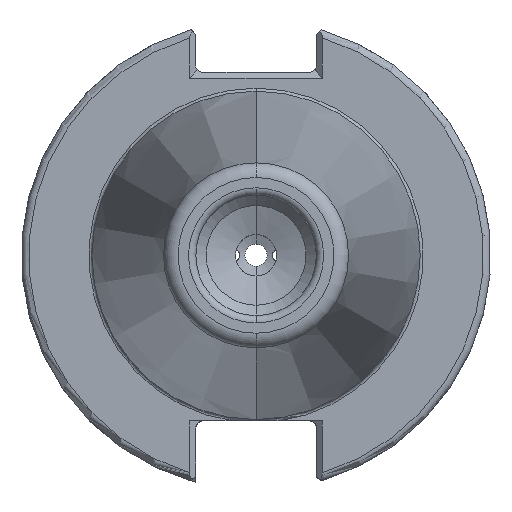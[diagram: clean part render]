
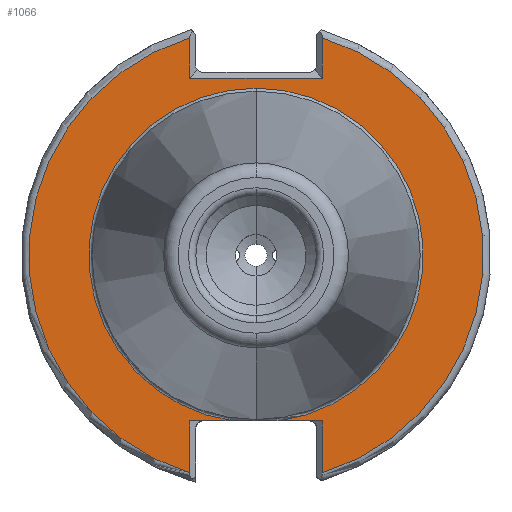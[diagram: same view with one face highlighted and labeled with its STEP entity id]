
A CAD part, left-side view. The second image highlights one B-rep face of the part: STEP entity #1066.
In plain terms, the highlighted planar face has unit normal (-1, 0, 0).
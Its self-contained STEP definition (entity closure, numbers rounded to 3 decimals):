
#88 = VERTEX_POINT ( 'NONE', #978 ) ;
#125 = CARTESIAN_POINT ( 'NONE',  ( -76.82, -8.99, 24. ) ) ;
#126 = EDGE_CURVE ( 'NONE', #1183, #2034, #3907, .T. ) ;
#176 = EDGE_CURVE ( 'NONE', #1314, #3854, #2972, .T. ) ;
#184 = EDGE_CURVE ( 'NONE', #2034, #1314, #1625, .T. ) ;
#188 = EDGE_CURVE ( 'NONE', #4593, #88, #3780, .T. ) ;
#197 = EDGE_CURVE ( 'NONE', #3854, #2954, #1684, .T. ) ;
#215 = EDGE_CURVE ( 'NONE', #2611, #1183, #1014, .T. ) ;
#227 = EDGE_CURVE ( 'NONE', #2937, #2611, #4125, .T. ) ;
#233 = EDGE_CURVE ( 'NONE', #2979, #2937, #3416, .T. ) ;
#247 = CARTESIAN_POINT ( 'NONE',  ( -76.82, 8.99, -29.433 ) ) ;
#341 = ORIENTED_EDGE ( 'NONE', *, *, #233, .T. ) ;
#348 = EDGE_CURVE ( 'NONE', #3041, #2954, #1130, .T. ) ;
#354 = DIRECTION ( 'NONE',  ( -1., 0., 0. ) ) ;
#369 = DIRECTION ( 'NONE',  ( 0., 0., 1. ) ) ;
#384 = CIRCLE ( 'NONE', #1744, 22.625 ) ;
#472 = ORIENTED_EDGE ( 'NONE', *, *, #348, .F. ) ;
#521 = EDGE_CURVE ( 'NONE', #88, #2979, #4212, .T. ) ;
#572 = ORIENTED_EDGE ( 'NONE', *, *, #215, .T. ) ;
#611 = DIRECTION ( 'NONE',  ( -1., 0., 0. ) ) ;
#733 = CARTESIAN_POINT ( 'NONE',  ( -76.82, 0., 0. ) ) ;
#959 = ORIENTED_EDGE ( 'NONE', *, *, #176, .T. ) ;
#978 = CARTESIAN_POINT ( 'NONE',  ( -76.82, -8.99, -22.41 ) ) ;
#1014 = LINE ( 'NONE', #1533, #1423 ) ;
#1059 = CARTESIAN_POINT ( 'NONE',  ( -76.82, -8.99, 29.433 ) ) ;
#1061 = ORIENTED_EDGE ( 'NONE', *, *, #197, .T. ) ;
#1066 = ADVANCED_FACE ( 'NONE', ( #4661 ), #3484, .F. ) ;
#1123 = DIRECTION ( 'NONE',  ( 0., 0., -1. ) ) ;
#1129 = VECTOR ( 'NONE', #2340, 1000. ) ;
#1130 = CIRCLE ( 'NONE', #3162, 22.625 ) ;
#1165 = DIRECTION ( 'NONE',  ( -1., 0., 0. ) ) ;
#1178 = CARTESIAN_POINT ( 'NONE',  ( -76.82, 0., 0. ) ) ;
#1183 = VERTEX_POINT ( 'NONE', #4355 ) ;
#1314 = VERTEX_POINT ( 'NONE', #247 ) ;
#1353 = DIRECTION ( 'NONE',  ( 0., 0., -1. ) ) ;
#1386 = CARTESIAN_POINT ( 'NONE',  ( -76.82, -8.99, 0. ) ) ;
#1390 = CARTESIAN_POINT ( 'NONE',  ( -76.82, -3.112, -22.41 ) ) ;
#1393 = VECTOR ( 'NONE', #1353, 1000. ) ;
#1423 = VECTOR ( 'NONE', #1459, 1000. ) ;
#1459 = DIRECTION ( 'NONE',  ( 0., 1., 0. ) ) ;
#1492 = CARTESIAN_POINT ( 'NONE',  ( -76.82, -8.99, 24.8 ) ) ;
#1533 = CARTESIAN_POINT ( 'NONE',  ( -76.82, 0., 24. ) ) ;
#1556 = DIRECTION ( 'NONE',  ( 0., 0., -1. ) ) ;
#1625 = CIRCLE ( 'NONE', #3734, 30.775 ) ;
#1667 = CARTESIAN_POINT ( 'NONE',  ( -76.82, 3.112, -22.41 ) ) ;
#1669 = CARTESIAN_POINT ( 'NONE',  ( -76.82, 0., 0. ) ) ;
#1684 = LINE ( 'NONE', #2171, #4551 ) ;
#1697 = DIRECTION ( 'NONE',  ( 1., 0., 0. ) ) ;
#1711 = DIRECTION ( 'NONE',  ( 0., 0., -1. ) ) ;
#1744 = AXIS2_PLACEMENT_3D ( 'NONE', #733, #354, #369 ) ;
#1868 = CARTESIAN_POINT ( 'NONE',  ( -76.82, 8.99, 29.433 ) ) ;
#1873 = ORIENTED_EDGE ( 'NONE', *, *, #126, .T. ) ;
#2018 = CARTESIAN_POINT ( 'NONE',  ( -76.82, -8.99, -29.433 ) ) ;
#2034 = VERTEX_POINT ( 'NONE', #1868 ) ;
#2075 = DIRECTION ( 'NONE',  ( 0., -1., 0. ) ) ;
#2111 = AXIS2_PLACEMENT_3D ( 'NONE', #1669, #1697, #1711 ) ;
#2171 = CARTESIAN_POINT ( 'NONE',  ( -76.82, -8.19, -22.41 ) ) ;
#2204 = DIRECTION ( 'NONE',  ( 0., 0., -1. ) ) ;
#2236 = DIRECTION ( 'NONE',  ( -1., 0., 0. ) ) ;
#2257 = CARTESIAN_POINT ( 'NONE',  ( -76.82, 0., 0. ) ) ;
#2261 = ORIENTED_EDGE ( 'NONE', *, *, #188, .T. ) ;
#2340 = DIRECTION ( 'NONE',  ( 0., -1., 0. ) ) ;
#2358 = CARTESIAN_POINT ( 'NONE',  ( -76.82, 8.99, -22.41 ) ) ;
#2446 = CARTESIAN_POINT ( 'NONE',  ( -76.82, -8.19, -22.41 ) ) ;
#2611 = VERTEX_POINT ( 'NONE', #125 ) ;
#2624 = DIRECTION ( 'NONE',  ( 0., 0., 1. ) ) ;
#2773 = CARTESIAN_POINT ( 'NONE',  ( -76.82, 8.99, 0. ) ) ;
#2937 = VERTEX_POINT ( 'NONE', #1059 ) ;
#2954 = VERTEX_POINT ( 'NONE', #1667 ) ;
#2972 = LINE ( 'NONE', #2773, #3080 ) ;
#2979 = VERTEX_POINT ( 'NONE', #2018 ) ;
#3041 = VERTEX_POINT ( 'NONE', #3667 ) ;
#3059 = ORIENTED_EDGE ( 'NONE', *, *, #227, .T. ) ;
#3061 = AXIS2_PLACEMENT_3D ( 'NONE', #1178, #1165, #1123 ) ;
#3080 = VECTOR ( 'NONE', #2624, 1000. ) ;
#3162 = AXIS2_PLACEMENT_3D ( 'NONE', #3239, #611, #4209 ) ;
#3238 = EDGE_LOOP ( 'NONE', ( #1873, #4454, #959, #1061, #472, #4282, #2261, #4160, #341, #3059, #572 ) ) ;
#3239 = CARTESIAN_POINT ( 'NONE',  ( -76.82, 0., 0. ) ) ;
#3304 = VECTOR ( 'NONE', #1556, 1000. ) ;
#3416 = CIRCLE ( 'NONE', #3061, 30.775 ) ;
#3484 = PLANE ( 'NONE',  #2111 ) ;
#3667 = CARTESIAN_POINT ( 'NONE',  ( -76.82, 0., 22.625 ) ) ;
#3734 = AXIS2_PLACEMENT_3D ( 'NONE', #2257, #2236, #2204 ) ;
#3780 = LINE ( 'NONE', #2446, #1129 ) ;
#3854 = VERTEX_POINT ( 'NONE', #2358 ) ;
#3907 = LINE ( 'NONE', #4229, #4710 ) ;
#4125 = LINE ( 'NONE', #1492, #3304 ) ;
#4160 = ORIENTED_EDGE ( 'NONE', *, *, #521, .T. ) ;
#4183 = DIRECTION ( 'NONE',  ( 0., 0., 1. ) ) ;
#4207 = EDGE_CURVE ( 'NONE', #4593, #3041, #384, .T. ) ;
#4209 = DIRECTION ( 'NONE',  ( 0., 0., 1. ) ) ;
#4212 = LINE ( 'NONE', #1386, #1393 ) ;
#4229 = CARTESIAN_POINT ( 'NONE',  ( -76.82, 8.99, 30.701 ) ) ;
#4282 = ORIENTED_EDGE ( 'NONE', *, *, #4207, .F. ) ;
#4355 = CARTESIAN_POINT ( 'NONE',  ( -76.82, 8.99, 24. ) ) ;
#4454 = ORIENTED_EDGE ( 'NONE', *, *, #184, .T. ) ;
#4551 = VECTOR ( 'NONE', #2075, 1000. ) ;
#4593 = VERTEX_POINT ( 'NONE', #1390 ) ;
#4661 = FACE_OUTER_BOUND ( 'NONE', #3238, .T. ) ;
#4710 = VECTOR ( 'NONE', #4183, 1000. ) ;
